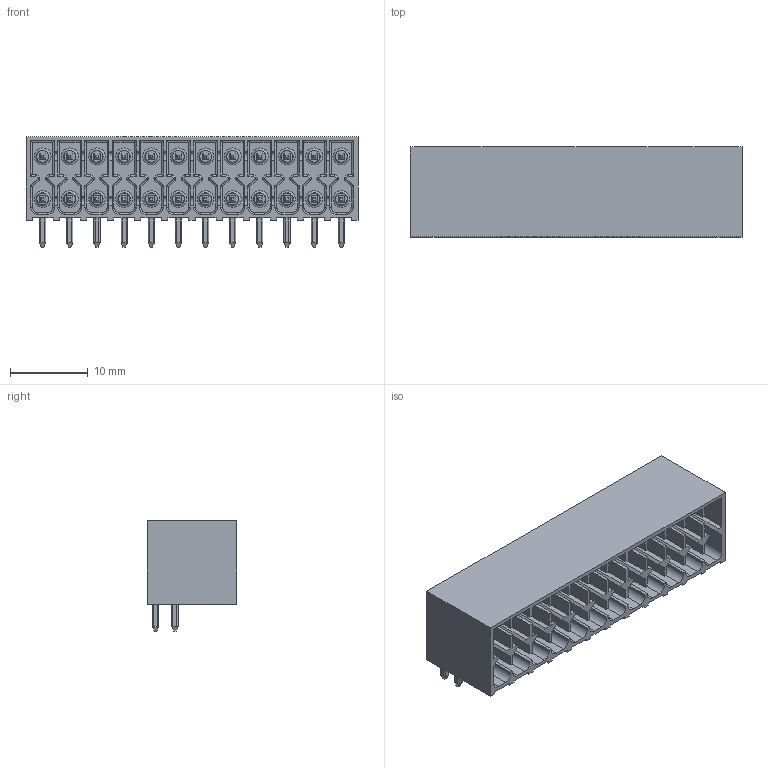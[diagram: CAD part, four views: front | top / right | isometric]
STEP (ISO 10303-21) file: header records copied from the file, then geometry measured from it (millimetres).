
FILE_DESCRIPTION(/* description */ ('Unknown'),/* implementation_level */ '2;1');
FILE_NAME(/* name */ '691378110024',/* time_stamp */ '2024-07-04T10:26:13+02:00',/* author */ ('Unknown'),/* organization */ ('Unknown'),/* preprocessor_version */ 'ST-DEVELOPER v18.104',/* originating_system */ 'Solid Edge',/* authorisation */ 'Unknown');
FILE_SCHEMA (('TECHNICAL_DATA_PACKAGING','AUTOMOTIVE_DESIGN {1 0 10303 214 3 1 1}'));
Length unit declared in the file: millimetre
Products named in the file (5): 6913781100xx; 691378110024; 691378110024_Insert; 6913781100xx_Lower Contact; 6913781100xx_Upper Contact
Assembly tree (26 placements, depth 2):
  6913781100xx
    691378110024
    691378110024_Insert
    6913781100xx_Lower Contact  x12
    6913781100xx_Upper Contact  x12
Bounding box: 42.8 x 11.6 x 14.3 mm (x, y, z)
Volume: 2151.8 mm3; surface area: 7499.2 mm2
Topology: 26 solids, 26 shells, 3222 faces, 8242 edges, 5062 vertices
Faces by surface type: plane 2192, cylinder 838, torus 168, cone 24
Entity records: 56818 total; most frequent: CARTESIAN_POINT 10301, ORIENTED_EDGE 9916, DIRECTION 9068, EDGE_CURVE 4958, LINE 4322, VECTOR 4322, VERTEX_POINT 3190, AXIS2_PLACEMENT_3D 2373
